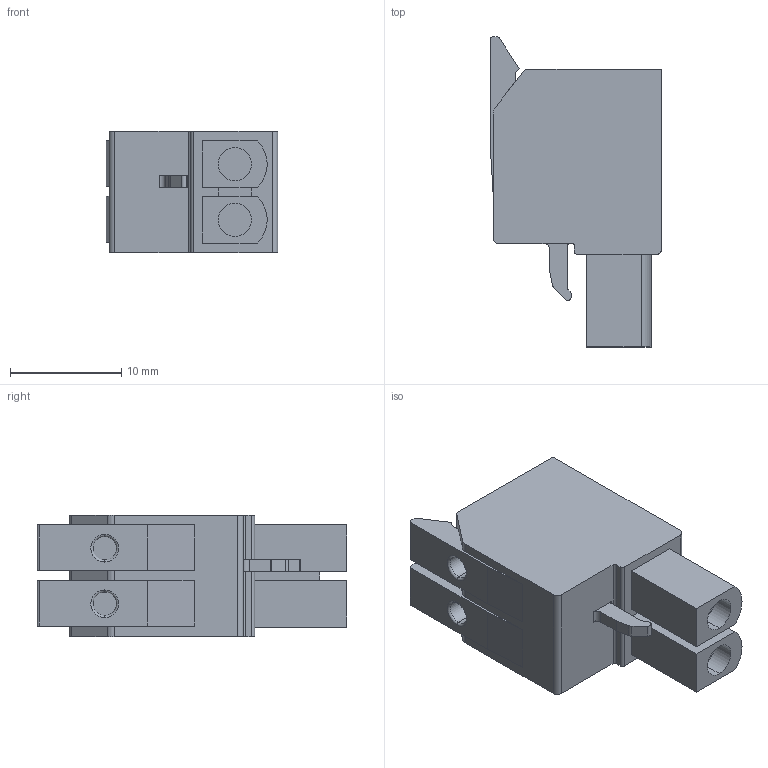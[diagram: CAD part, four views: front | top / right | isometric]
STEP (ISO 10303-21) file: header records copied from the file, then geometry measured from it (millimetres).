
FILE_DESCRIPTION((''),'2;1');
FILE_NAME('TLPS-219-02P','2024-11-07T13:40:07',('tluser'),(''),'CREO PARAMETRIC BY PTC INC, 2018100','CREO PARAMETRIC BY PTC INC, 2018100','');
FILE_SCHEMA(('CONFIG_CONTROL_DESIGN'));
Length unit declared in the file: millimetre
Products named in the file (1): TLPS-219-02P
Bounding box: 15.42 x 27.87 x 10.88 mm (x, y, z)
Volume: 2912.3 mm3; surface area: 1783.5 mm2
Topology: 1 solids, 1 shells, 132 faces, 340 edges, 220 vertices
Faces by surface type: plane 64, cylinder 52, torus 16
Entity records: 4086 total; most frequent: CARTESIAN_POINT 728, DIRECTION 720, ORIENTED_EDGE 680, EDGE_CURVE 340, AXIS2_PLACEMENT_3D 256, VERTEX_POINT 220, VECTOR 208, LINE 208
